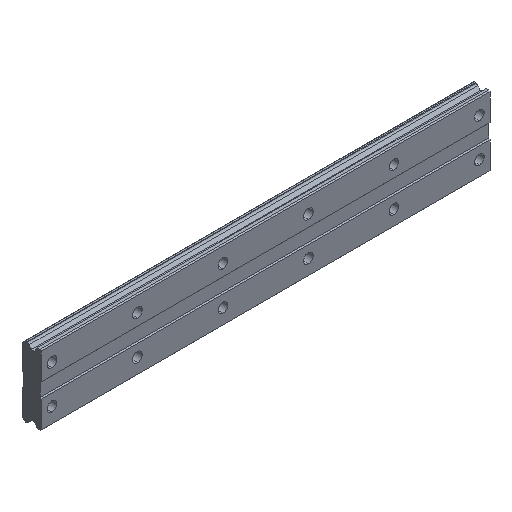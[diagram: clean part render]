
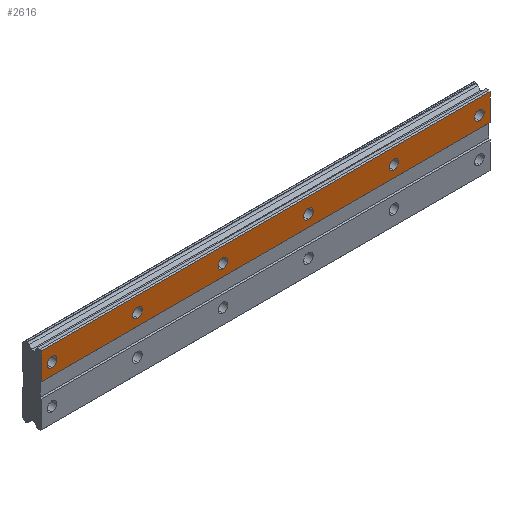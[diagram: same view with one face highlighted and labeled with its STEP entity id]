
A CAD part, isometric view. The second image highlights one B-rep face of the part: STEP entity #2616.
In plain terms, the highlighted planar face has unit normal (0, -1, 0).
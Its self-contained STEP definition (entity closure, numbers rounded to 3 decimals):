
#6 = CARTESIAN_POINT ( 'NONE',  ( 200., 0., 9. ) ) ;
#30 = CARTESIAN_POINT ( 'NONE',  ( 120., 0., 9. ) ) ;
#82 = CARTESIAN_POINT ( 'NONE',  ( 205., 0., 3.5 ) ) ;
#102 = CARTESIAN_POINT ( 'NONE',  ( -5., 0., 16. ) ) ;
#104 = VERTEX_POINT ( 'NONE', #2355 ) ;
#106 = EDGE_LOOP ( 'NONE', ( #1887, #1974 ) ) ;
#120 = DIRECTION ( 'NONE',  ( 0., 0., 1. ) ) ;
#131 = EDGE_CURVE ( 'NONE', #2810, #1777, #1781, .T. ) ;
#147 = CARTESIAN_POINT ( 'NONE',  ( 200., 0., 6.75 ) ) ;
#157 = VERTEX_POINT ( 'NONE', #2522 ) ;
#174 = VERTEX_POINT ( 'NONE', #2300 ) ;
#175 = CARTESIAN_POINT ( 'NONE',  ( 200., 0., 11.25 ) ) ;
#176 = CARTESIAN_POINT ( 'NONE',  ( 80., 0., 9. ) ) ;
#202 = CIRCLE ( 'NONE', #445, 2.25 ) ;
#203 = CARTESIAN_POINT ( 'NONE',  ( 205., 0., 16. ) ) ;
#220 = LINE ( 'NONE', #1122, #1395 ) ;
#237 = EDGE_LOOP ( 'NONE', ( #3003, #615 ) ) ;
#240 = CARTESIAN_POINT ( 'NONE',  ( 80., 0., 6.75 ) ) ;
#254 = AXIS2_PLACEMENT_3D ( 'NONE', #30, #532, #2357 ) ;
#285 = CARTESIAN_POINT ( 'NONE',  ( 40., 0., 9. ) ) ;
#293 = CARTESIAN_POINT ( 'NONE',  ( 160., 0., 11.25 ) ) ;
#296 = EDGE_CURVE ( 'NONE', #2314, #2148, #2514, .T. ) ;
#309 = EDGE_CURVE ( 'NONE', #1777, #2810, #1733, .T. ) ;
#326 = CARTESIAN_POINT ( 'NONE',  ( -5., 0., 3.5 ) ) ;
#360 = CIRCLE ( 'NONE', #1764, 2.25 ) ;
#376 = VERTEX_POINT ( 'NONE', #1673 ) ;
#392 = CIRCLE ( 'NONE', #1641, 2.25 ) ;
#394 = AXIS2_PLACEMENT_3D ( 'NONE', #432, #1616, #2968 ) ;
#425 = AXIS2_PLACEMENT_3D ( 'NONE', #6, #710, #2364 ) ;
#432 = CARTESIAN_POINT ( 'NONE',  ( 205., 0., 16. ) ) ;
#445 = AXIS2_PLACEMENT_3D ( 'NONE', #977, #765, #1464 ) ;
#458 = CARTESIAN_POINT ( 'NONE',  ( 80., 0., 11.25 ) ) ;
#462 = DIRECTION ( 'NONE',  ( 0., -1., 0. ) ) ;
#470 = DIRECTION ( 'NONE',  ( 0., 0., -1. ) ) ;
#471 = EDGE_CURVE ( 'NONE', #1044, #104, #684, .T. ) ;
#503 = CARTESIAN_POINT ( 'NONE',  ( 120., 0., 6.75 ) ) ;
#511 = VERTEX_POINT ( 'NONE', #102 ) ;
#532 = DIRECTION ( 'NONE',  ( 0., -1., 0. ) ) ;
#555 = ORIENTED_EDGE ( 'NONE', *, *, #1193, .F. ) ;
#570 = EDGE_LOOP ( 'NONE', ( #1023, #1151 ) ) ;
#573 = ORIENTED_EDGE ( 'NONE', *, *, #1944, .F. ) ;
#584 = EDGE_LOOP ( 'NONE', ( #712, #2903, #1676, #1854 ) ) ;
#591 = DIRECTION ( 'NONE',  ( 0., 0., 1. ) ) ;
#615 = ORIENTED_EDGE ( 'NONE', *, *, #131, .F. ) ;
#643 = CARTESIAN_POINT ( 'NONE',  ( 160., 0., 6.75 ) ) ;
#666 = FACE_BOUND ( 'NONE', #1204, .T. ) ;
#684 = CIRCLE ( 'NONE', #1169, 2.25 ) ;
#707 = DIRECTION ( 'NONE',  ( 0., 0., -1. ) ) ;
#710 = DIRECTION ( 'NONE',  ( 0., -1., 0. ) ) ;
#712 = ORIENTED_EDGE ( 'NONE', *, *, #1081, .F. ) ;
#717 = EDGE_CURVE ( 'NONE', #1509, #843, #1903, .T. ) ;
#732 = AXIS2_PLACEMENT_3D ( 'NONE', #176, #2220, #591 ) ;
#762 = EDGE_LOOP ( 'NONE', ( #573, #1478 ) ) ;
#765 = DIRECTION ( 'NONE',  ( 0., -1., 0. ) ) ;
#815 = CARTESIAN_POINT ( 'NONE',  ( 205., 0., 16. ) ) ;
#843 = VERTEX_POINT ( 'NONE', #458 ) ;
#851 = AXIS2_PLACEMENT_3D ( 'NONE', #2312, #1217, #2147 ) ;
#919 = LINE ( 'NONE', #203, #1799 ) ;
#943 = EDGE_CURVE ( 'NONE', #843, #1509, #360, .T. ) ;
#977 = CARTESIAN_POINT ( 'NONE',  ( 0., 0., 9. ) ) ;
#979 = DIRECTION ( 'NONE',  ( 0., -1., 0. ) ) ;
#1003 = DIRECTION ( 'NONE',  ( 0., -1., 0. ) ) ;
#1023 = ORIENTED_EDGE ( 'NONE', *, *, #943, .F. ) ;
#1043 = ORIENTED_EDGE ( 'NONE', *, *, #2017, .F. ) ;
#1044 = VERTEX_POINT ( 'NONE', #503 ) ;
#1045 = EDGE_CURVE ( 'NONE', #104, #1044, #1562, .T. ) ;
#1081 = EDGE_CURVE ( 'NONE', #376, #1188, #2156, .T. ) ;
#1093 = DIRECTION ( 'NONE',  ( 0., -1., 0. ) ) ;
#1106 = FACE_BOUND ( 'NONE', #106, .T. ) ;
#1122 = CARTESIAN_POINT ( 'NONE',  ( 205., 0., 16.615 ) ) ;
#1142 = VERTEX_POINT ( 'NONE', #1488 ) ;
#1151 = ORIENTED_EDGE ( 'NONE', *, *, #717, .F. ) ;
#1169 = AXIS2_PLACEMENT_3D ( 'NONE', #1689, #1003, #1505 ) ;
#1176 = CARTESIAN_POINT ( 'NONE',  ( 80., 0., 9. ) ) ;
#1188 = VERTEX_POINT ( 'NONE', #326 ) ;
#1193 = EDGE_CURVE ( 'NONE', #174, #2429, #2500, .T. ) ;
#1204 = EDGE_LOOP ( 'NONE', ( #1281, #2055 ) ) ;
#1217 = DIRECTION ( 'NONE',  ( 0., -1., 0. ) ) ;
#1229 = CARTESIAN_POINT ( 'NONE',  ( 0., 0., 9. ) ) ;
#1281 = ORIENTED_EDGE ( 'NONE', *, *, #296, .F. ) ;
#1283 = VERTEX_POINT ( 'NONE', #815 ) ;
#1378 = AXIS2_PLACEMENT_3D ( 'NONE', #2333, #979, #1916 ) ;
#1395 = VECTOR ( 'NONE', #470, 1000. ) ;
#1397 = DIRECTION ( 'NONE',  ( 0., 0., 1. ) ) ;
#1419 = DIRECTION ( 'NONE',  ( 0., -1., 0. ) ) ;
#1464 = DIRECTION ( 'NONE',  ( 0., 0., 1. ) ) ;
#1469 = DIRECTION ( 'NONE',  ( -1., 0., 0. ) ) ;
#1478 = ORIENTED_EDGE ( 'NONE', *, *, #2158, .F. ) ;
#1488 = CARTESIAN_POINT ( 'NONE',  ( 40., 0., 11.25 ) ) ;
#1505 = DIRECTION ( 'NONE',  ( 0., 0., 1. ) ) ;
#1509 = VERTEX_POINT ( 'NONE', #240 ) ;
#1562 = CIRCLE ( 'NONE', #254, 2.25 ) ;
#1569 = DIRECTION ( 'NONE',  ( 0., 0., 1. ) ) ;
#1578 = FACE_BOUND ( 'NONE', #762, .T. ) ;
#1591 = FACE_BOUND ( 'NONE', #570, .T. ) ;
#1616 = DIRECTION ( 'NONE',  ( 0., 1., 0. ) ) ;
#1641 = AXIS2_PLACEMENT_3D ( 'NONE', #2264, #1093, #2726 ) ;
#1673 = CARTESIAN_POINT ( 'NONE',  ( 205., 0., 3.5 ) ) ;
#1676 = ORIENTED_EDGE ( 'NONE', *, *, #2638, .F. ) ;
#1689 = CARTESIAN_POINT ( 'NONE',  ( 120., 0., 9. ) ) ;
#1704 = AXIS2_PLACEMENT_3D ( 'NONE', #285, #2601, #1713 ) ;
#1713 = DIRECTION ( 'NONE',  ( 0., 0., 1. ) ) ;
#1733 = CIRCLE ( 'NONE', #425, 2.25 ) ;
#1764 = AXIS2_PLACEMENT_3D ( 'NONE', #1176, #1419, #1397 ) ;
#1777 = VERTEX_POINT ( 'NONE', #175 ) ;
#1781 = CIRCLE ( 'NONE', #1378, 2.25 ) ;
#1799 = VECTOR ( 'NONE', #2052, 1000. ) ;
#1840 = FACE_BOUND ( 'NONE', #2130, .T. ) ;
#1854 = ORIENTED_EDGE ( 'NONE', *, *, #2773, .T. ) ;
#1887 = ORIENTED_EDGE ( 'NONE', *, *, #1045, .F. ) ;
#1899 = CARTESIAN_POINT ( 'NONE',  ( -5., 0., 16.615 ) ) ;
#1903 = CIRCLE ( 'NONE', #732, 2.25 ) ;
#1914 = AXIS2_PLACEMENT_3D ( 'NONE', #1229, #2409, #120 ) ;
#1916 = DIRECTION ( 'NONE',  ( 0., 0., 1. ) ) ;
#1944 = EDGE_CURVE ( 'NONE', #1142, #157, #2437, .T. ) ;
#1974 = ORIENTED_EDGE ( 'NONE', *, *, #471, .F. ) ;
#2017 = EDGE_CURVE ( 'NONE', #2429, #174, #202, .T. ) ;
#2038 = CARTESIAN_POINT ( 'NONE',  ( 40., 0., 9. ) ) ;
#2052 = DIRECTION ( 'NONE',  ( 1., 0., 0. ) ) ;
#2055 = ORIENTED_EDGE ( 'NONE', *, *, #3009, .F. ) ;
#2130 = EDGE_LOOP ( 'NONE', ( #1043, #555 ) ) ;
#2147 = DIRECTION ( 'NONE',  ( 0., 0., 1. ) ) ;
#2148 = VERTEX_POINT ( 'NONE', #643 ) ;
#2156 = LINE ( 'NONE', #82, #2995 ) ;
#2158 = EDGE_CURVE ( 'NONE', #157, #1142, #2982, .T. ) ;
#2220 = DIRECTION ( 'NONE',  ( 0., -1., 0. ) ) ;
#2264 = CARTESIAN_POINT ( 'NONE',  ( 160., 0., 9. ) ) ;
#2279 = FACE_OUTER_BOUND ( 'NONE', #584, .T. ) ;
#2300 = CARTESIAN_POINT ( 'NONE',  ( 0., 0., 6.75 ) ) ;
#2312 = CARTESIAN_POINT ( 'NONE',  ( 160., 0., 9. ) ) ;
#2314 = VERTEX_POINT ( 'NONE', #293 ) ;
#2333 = CARTESIAN_POINT ( 'NONE',  ( 200., 0., 9. ) ) ;
#2355 = CARTESIAN_POINT ( 'NONE',  ( 120., 0., 11.25 ) ) ;
#2357 = DIRECTION ( 'NONE',  ( 0., 0., 1. ) ) ;
#2358 = LINE ( 'NONE', #1899, #2680 ) ;
#2364 = DIRECTION ( 'NONE',  ( 0., 0., 1. ) ) ;
#2409 = DIRECTION ( 'NONE',  ( 0., -1., 0. ) ) ;
#2429 = VERTEX_POINT ( 'NONE', #2674 ) ;
#2437 = CIRCLE ( 'NONE', #1704, 2.25 ) ;
#2500 = CIRCLE ( 'NONE', #1914, 2.25 ) ;
#2514 = CIRCLE ( 'NONE', #851, 2.25 ) ;
#2517 = PLANE ( 'NONE',  #394 ) ;
#2522 = CARTESIAN_POINT ( 'NONE',  ( 40., 0., 6.75 ) ) ;
#2571 = EDGE_CURVE ( 'NONE', #1283, #376, #220, .T. ) ;
#2601 = DIRECTION ( 'NONE',  ( 0., -1., 0. ) ) ;
#2616 = ADVANCED_FACE ( 'NONE', ( #2279, #1840, #2761, #666, #1106, #1591, #1578 ), #2517, .F. ) ;
#2638 = EDGE_CURVE ( 'NONE', #511, #1283, #919, .T. ) ;
#2674 = CARTESIAN_POINT ( 'NONE',  ( 0., 0., 11.25 ) ) ;
#2680 = VECTOR ( 'NONE', #707, 1000. ) ;
#2726 = DIRECTION ( 'NONE',  ( 0., 0., 1. ) ) ;
#2761 = FACE_BOUND ( 'NONE', #237, .T. ) ;
#2773 = EDGE_CURVE ( 'NONE', #511, #1188, #2358, .T. ) ;
#2784 = AXIS2_PLACEMENT_3D ( 'NONE', #2038, #462, #1569 ) ;
#2810 = VERTEX_POINT ( 'NONE', #147 ) ;
#2903 = ORIENTED_EDGE ( 'NONE', *, *, #2571, .F. ) ;
#2968 = DIRECTION ( 'NONE',  ( 0., 0., 1. ) ) ;
#2982 = CIRCLE ( 'NONE', #2784, 2.25 ) ;
#2995 = VECTOR ( 'NONE', #1469, 1000. ) ;
#3003 = ORIENTED_EDGE ( 'NONE', *, *, #309, .F. ) ;
#3009 = EDGE_CURVE ( 'NONE', #2148, #2314, #392, .T. ) ;
